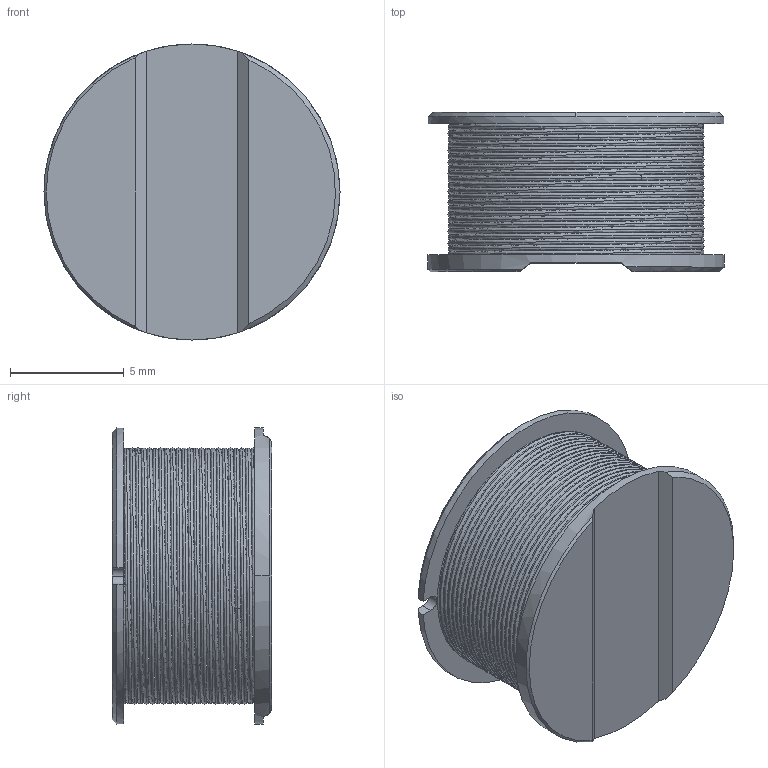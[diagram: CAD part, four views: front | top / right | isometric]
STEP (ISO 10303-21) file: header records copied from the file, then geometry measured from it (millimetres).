
FILE_DESCRIPTION(('CATIA V5 STEP'),'2;1');
FILE_NAME('SDR1307-1.stp','2018-08-08T07:29:17+00:00',('none'),('none'),'CATIA Version 5 Release 20 GA (IN-10)','CATIA V5 STEP AP214','none');
FILE_SCHEMA(('AUTOMOTIVE_DESIGN { 1 0 10303 214 1 1 1 1 }'));
Length unit declared in the file: millimetre
Products named in the file (1): SDR1307
Bounding box: 13 x 7 x 13 mm (x, y, z)
Volume: 184.3 mm3; surface area: 1181.7 mm2
Topology: 1 solids, 1 shells, 40 faces, 96 edges, 60 vertices
Faces by surface type: bspline 14, plane 12, cylinder 8, cone 6
Entity records: 12070 total; most frequent: CARTESIAN_POINT 11259, ORIENTED_EDGE 192, DIRECTION 100, EDGE_CURVE 96, VERTEX_POINT 60, AXIS2_PLACEMENT_3D 49, B_SPLINE_CURVE_WITH_KNOTS 48, EDGE_LOOP 42
